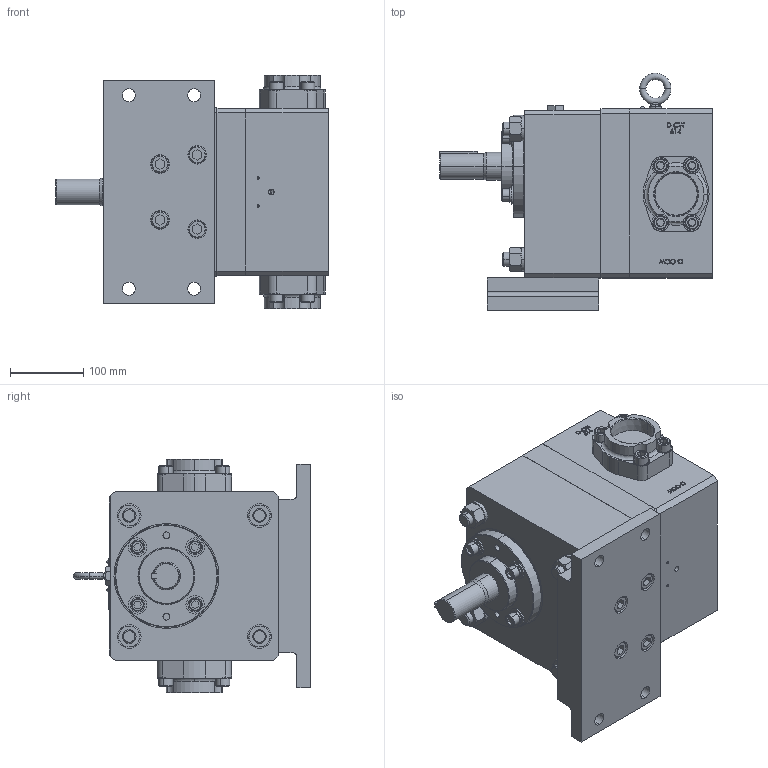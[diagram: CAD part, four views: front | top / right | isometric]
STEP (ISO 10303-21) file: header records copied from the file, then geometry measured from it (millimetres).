
FILE_DESCRIPTION (( 'STEP AP203' ), '1' );
FILE_NAME ('GL-1415-55J9-003-NPT.STEP', '2020-03-02T14:38:03', ( '' ), ( '' ), 'SwSTEP 2.0', 'SolidWorks 2019', '' );
FILE_SCHEMA (( 'CONFIG_CONTROL_DESIGN' ));
Products named in the file (1): GL-1415-55J9-003-NPT
Bounding box: 371.63 x 323.85 x 318.52 mm (x, y, z)
Volume: 16080951.9 mm3; surface area: 581268.4 mm2
Topology: 1 solids, 1 shells, 1914 faces, 4794 edges, 3109 vertices
Faces by surface type: plane 1140, bspline 292, cylinder 277, cone 183, torus 18, sphere 4
Entity records: 77058 total; most frequent: CARTESIAN_POINT 32843, ORIENTED_EDGE 9576, DIRECTION 8079, EDGE_CURVE 4788, LINE 3161, VECTOR 3161, VERTEX_POINT 3109, AXIS2_PLACEMENT_3D 2459
